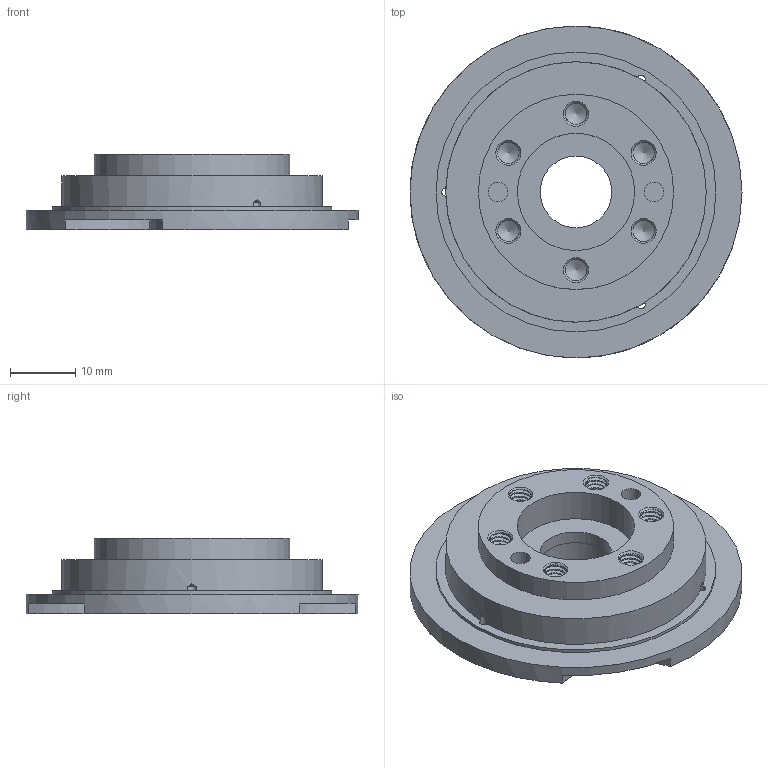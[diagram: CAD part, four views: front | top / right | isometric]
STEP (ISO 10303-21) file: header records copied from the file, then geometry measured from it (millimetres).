
FILE_DESCRIPTION(/* description */ (''),/* implementation_level */ '2;1');
FILE_NAME(/* name */ 'AK10-9_Driving_Flange.step',/* time_stamp */ '2024-11-15T08:57:09+11:00',/* author */ (''),/* organization */ (''),/* preprocessor_version */ 'ST-DEVELOPER v20',/* originating_system */ 'Autodesk Translation Framework v13.20.0.188',/* authorisation */ '');
FILE_SCHEMA (('AUTOMOTIVE_DESIGN { 1 0 10303 214 3 1 1 }'));
Length unit declared in the file: millimetre
Products named in the file (2): AK10-9_Driving_Flange; Driving_Flange
Assembly tree (1 placements, depth 2):
  AK10-9_Driving_Flange
    Driving_Flange
Bounding box: 51 x 51 x 11.6 mm (x, y, z)
Volume: 12273.8 mm3; surface area: 6777.4 mm2
Topology: 1 solids, 1 shells, 185 faces, 521 edges, 338 vertices
Faces by surface type: cylinder 132, plane 26, cone 15, bspline 12
Full cylindrical faces by diameter (mm): 1.25 x3, 3 x2, 3.332 x18, 4.109 x18, 11 x1, 12 x1, 18 x1, 30 x1, 40 x1, 43 x1, 51 x1
Entity records: 13314 total; most frequent: CARTESIAN_POINT 8934, ORIENTED_EDGE 1024, DIRECTION 728, EDGE_CURVE 512, VERTEX_POINT 338, AXIS2_PLACEMENT_3D 292, B_SPLINE_CURVE_WITH_KNOTS 252, EDGE_LOOP 202
